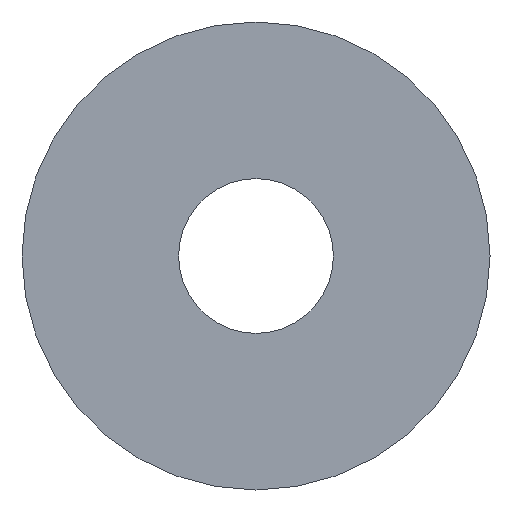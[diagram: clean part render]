
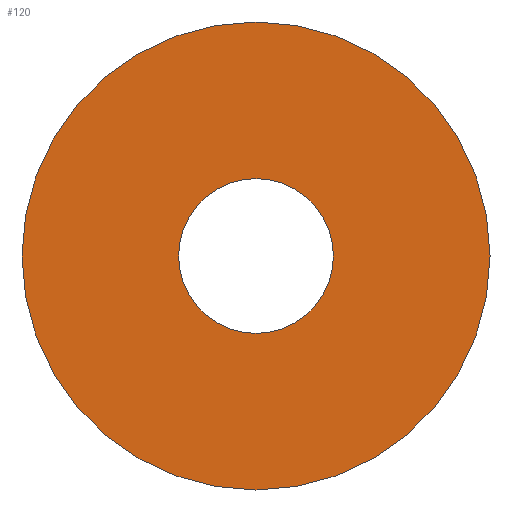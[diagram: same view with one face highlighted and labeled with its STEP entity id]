
A CAD part, front view. The second image highlights one B-rep face of the part: STEP entity #120.
In plain terms, the highlighted planar face has unit normal (0, -1, 0).
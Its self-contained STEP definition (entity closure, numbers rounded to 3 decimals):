
#30=FACE_BOUND('',#44,.T.);
#34=FACE_OUTER_BOUND('',#43,.T.);
#43=EDGE_LOOP('',(#88));
#44=EDGE_LOOP('',(#89));
#56=CIRCLE('',#144,6.5);
#57=CIRCLE('',#145,2.15);
#65=VERTEX_POINT('',#206);
#66=VERTEX_POINT('',#208);
#74=EDGE_CURVE('',#65,#65,#56,.T.);
#75=EDGE_CURVE('',#66,#66,#57,.T.);
#88=ORIENTED_EDGE('',*,*,#74,.T.);
#89=ORIENTED_EDGE('',*,*,#75,.T.);
#116=PLANE('',#143);
#120=ADVANCED_FACE('',(#34,#30),#116,.T.);
#143=AXIS2_PLACEMENT_3D('',#205,#163,#164);
#144=AXIS2_PLACEMENT_3D('',#207,#165,#166);
#145=AXIS2_PLACEMENT_3D('',#209,#167,#168);
#163=DIRECTION('center_axis',(0.,-1.,0.));
#164=DIRECTION('ref_axis',(0.,0.,-1.));
#165=DIRECTION('center_axis',(0.,-1.,0.));
#166=DIRECTION('ref_axis',(1.,0.,0.));
#167=DIRECTION('center_axis',(0.,1.,0.));
#168=DIRECTION('ref_axis',(1.,0.,0.));
#205=CARTESIAN_POINT('Origin',(0.,-2.5,6.5));
#206=CARTESIAN_POINT('',(0.,-2.5,-6.5));
#207=CARTESIAN_POINT('Origin',(0.,-2.5,0.));
#208=CARTESIAN_POINT('',(0.,-2.5,-2.15));
#209=CARTESIAN_POINT('Origin',(0.,-2.5,0.));
